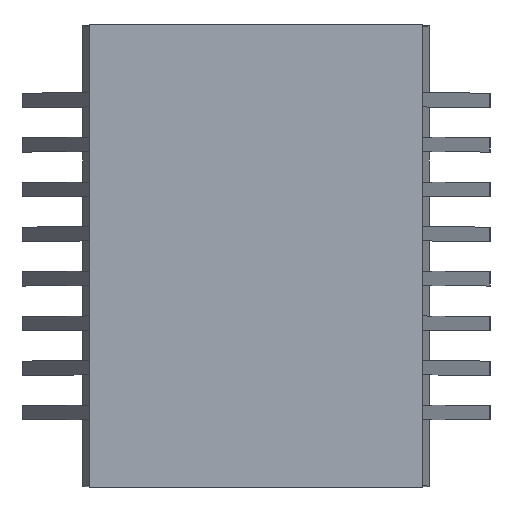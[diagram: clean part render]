
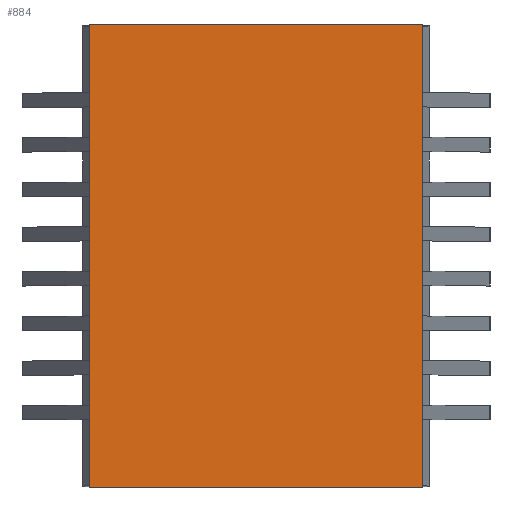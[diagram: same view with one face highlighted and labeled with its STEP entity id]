
A CAD part, top view. The second image highlights one B-rep face of the part: STEP entity #884.
In plain terms, the highlighted face is planar.
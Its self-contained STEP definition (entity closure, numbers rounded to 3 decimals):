
#699=CARTESIAN_POINT('',(4.724,-6.579,9.144));
#698=VERTEX_POINT('',#699);
#701=CARTESIAN_POINT('',(-4.724,-6.579,9.144));
#700=VERTEX_POINT('',#701);
#697=EDGE_CURVE('',#698,#700,#702,.T.);
#702=LINE('',#699,#704);
#704=VECTOR('',#705,9.449);
#705=DIRECTION('',(-1.0,0.0,0.0));
#748=CARTESIAN_POINT('',(4.724,6.579,9.144));
#747=VERTEX_POINT('',#748);
#746=EDGE_CURVE('',#747,#698,#751,.T.);
#751=LINE('',#748,#753);
#753=VECTOR('',#754,13.157);
#754=DIRECTION('',(0.0,-1.0,0.0));
#797=CARTESIAN_POINT('',(-4.724,6.579,9.144));
#796=VERTEX_POINT('',#797);
#795=EDGE_CURVE('',#796,#747,#800,.T.);
#800=LINE('',#797,#802);
#802=VECTOR('',#803,9.449);
#803=DIRECTION('',(1.0,0.0,0.0));
#844=EDGE_CURVE('',#700,#796,#849,.T.);
#849=LINE('',#701,#851);
#851=VECTOR('',#852,13.157);
#852=DIRECTION('',(0.0,1.0,0.0));
#884=ADVANCED_FACE('',(#890),#885,.T.);
#885=PLANE('',#886);
#886=AXIS2_PLACEMENT_3D('',#887,#888,#889);
#887=CARTESIAN_POINT('',(-4.724,6.579,9.144));
#888=DIRECTION('',(0.0,0.0,-1.0));
#889=DIRECTION('',(0.,1.,0.));
#890=FACE_OUTER_BOUND('',#891,.T.);
#891=EDGE_LOOP('',(#892,#902,#912,#922));
#892=ORIENTED_EDGE('',*,*,#795,.T.);
#902=ORIENTED_EDGE('',*,*,#746,.T.);
#912=ORIENTED_EDGE('',*,*,#697,.T.);
#922=ORIENTED_EDGE('',*,*,#844,.T.);
